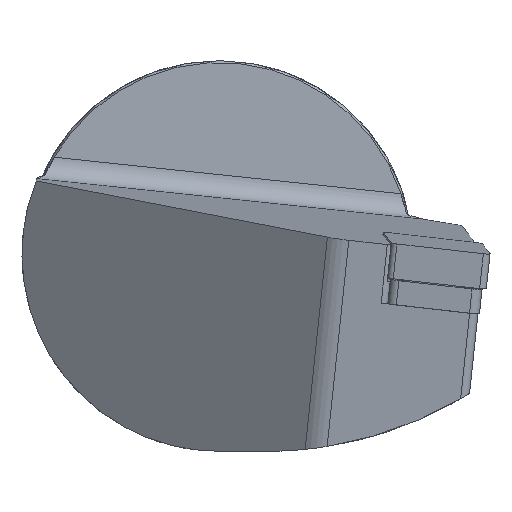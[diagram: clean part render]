
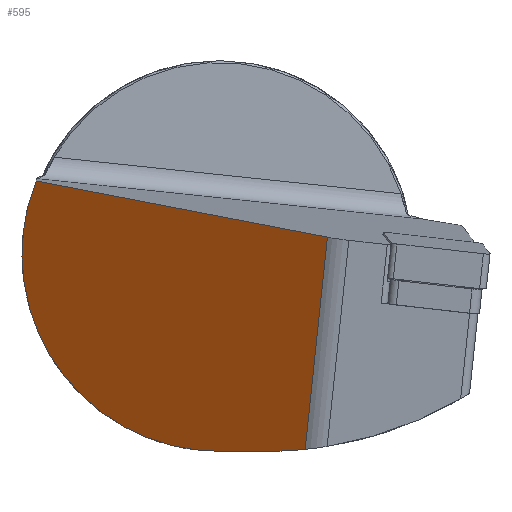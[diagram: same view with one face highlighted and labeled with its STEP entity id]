
A CAD part, left-side view. The second image highlights one B-rep face of the part: STEP entity #595.
In plain terms, the highlighted planar face has unit normal (-0.769, 0.639, -0.014).
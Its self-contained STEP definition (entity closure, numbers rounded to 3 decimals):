
#267=ELLIPSE('',#1833,33.17,25.5);
#268=ELLIPSE('',#1834,65.039,50.);
#281=FACE_OUTER_BOUND('',#812,.T.);
#365=LINE('',#2496,#481);
#371=LINE('',#2515,#487);
#372=LINE('',#2519,#488);
#481=VECTOR('',#1999,1.);
#487=VECTOR('',#2017,1.);
#488=VECTOR('',#2020,1.);
#595=ADVANCED_FACE('',(#281),#688,.F.);
#688=PLANE('',#1835);
#812=EDGE_LOOP('',(#942,#943,#944,#945,#946));
#942=ORIENTED_EDGE('',*,*,#1521,.F.);
#943=ORIENTED_EDGE('',*,*,#1530,.T.);
#944=ORIENTED_EDGE('',*,*,#1531,.T.);
#945=ORIENTED_EDGE('',*,*,#1532,.T.);
#946=ORIENTED_EDGE('',*,*,#1533,.F.);
#1371=VERTEX_POINT('',#2495);
#1372=VERTEX_POINT('',#2497);
#1378=VERTEX_POINT('',#2514);
#1379=VERTEX_POINT('',#2516);
#1380=VERTEX_POINT('',#2518);
#1521=EDGE_CURVE('',#1371,#1372,#365,.T.);
#1530=EDGE_CURVE('',#1371,#1378,#267,.T.);
#1531=EDGE_CURVE('',#1378,#1379,#371,.T.);
#1532=EDGE_CURVE('',#1379,#1380,#268,.T.);
#1533=EDGE_CURVE('',#1372,#1380,#372,.T.);
#1833=AXIS2_PLACEMENT_3D('',#2513,#2015,#2016);
#1834=AXIS2_PLACEMENT_3D('',#2517,#2018,#2019);
#1835=AXIS2_PLACEMENT_3D('',#2520,#2021,#2022);
#1999=DIRECTION('',(-0.631,-0.762,-0.147));
#2015=DIRECTION('',(-0.769,0.639,-0.014));
#2016=DIRECTION('',(0.64,0.769,-0.017));
#2017=DIRECTION('',(-0.639,-0.769,0.));
#2018=DIRECTION('',(-0.769,0.639,-0.014));
#2019=DIRECTION('',(0.64,0.769,-0.017));
#2020=DIRECTION('',(0.105,0.104,-0.989));
#2021=DIRECTION('',(0.769,-0.639,0.014));
#2022=DIRECTION('',(0.639,0.769,0.));
#2495=CARTESIAN_POINT('',(34.322,23.687,9.442));
#2496=CARTESIAN_POINT('',(3.126,-13.981,2.187));
#2497=CARTESIAN_POINT('',(3.126,-13.981,2.187));
#2513=CARTESIAN_POINT('',(14.794,0.,0.));
#2514=CARTESIAN_POINT('',(15.26,0.,-25.5));
#2515=CARTESIAN_POINT('',(6.976,-9.96,-25.5));
#2516=CARTESIAN_POINT('',(10.26,-6.011,-25.5));
#2517=CARTESIAN_POINT('',(9.347,-6.011,24.5));
#2518=CARTESIAN_POINT('',(6.025,-11.098,-25.241));
#2519=CARTESIAN_POINT('',(11.071,-6.08,-72.983));
#2520=CARTESIAN_POINT('',(44.494,34.277,-65.209));
